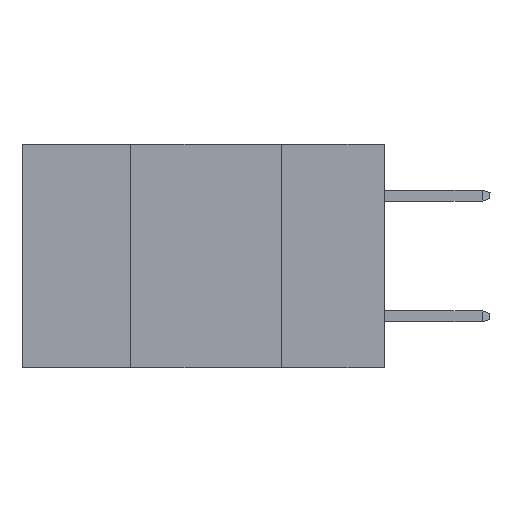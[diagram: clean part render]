
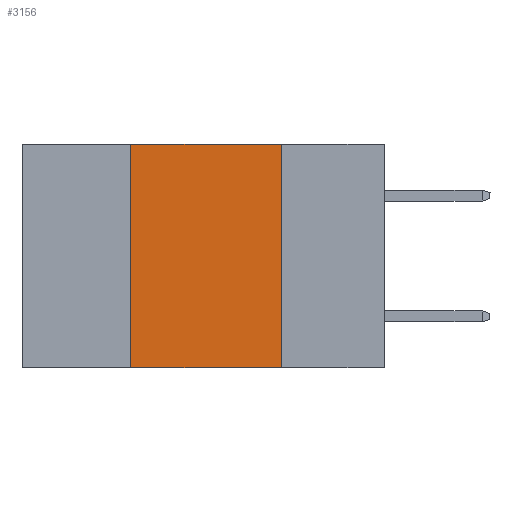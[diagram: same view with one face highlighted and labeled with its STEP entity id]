
A CAD part, left-side view. The second image highlights one B-rep face of the part: STEP entity #3156.
In plain terms, the highlighted planar face has unit normal (-1, 0, 0).
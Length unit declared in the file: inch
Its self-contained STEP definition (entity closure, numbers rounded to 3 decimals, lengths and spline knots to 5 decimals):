
#612 = LINE ( 'NONE', #1801, #17834 ) ;
#841 = CARTESIAN_POINT ( 'NONE',  ( 0., 0.17, 0. ) ) ;
#1786 = ORIENTED_EDGE ( 'NONE', *, *, #1869, .F. ) ;
#1801 = CARTESIAN_POINT ( 'NONE',  ( 0., 0.6, -0.37 ) ) ;
#1869 = EDGE_CURVE ( 'NONE', #9190, #10103, #16064, .T. ) ;
#2173 = DIRECTION ( 'NONE',  ( 0., 0., 1. ) ) ;
#2986 = VERTEX_POINT ( 'NONE', #5201 ) ;
#3156 = ADVANCED_FACE ( 'NONE', ( #12720 ), #16818, .F. ) ;
#3291 = EDGE_CURVE ( 'NONE', #18488, #9190, #7171, .T. ) ;
#3712 = CARTESIAN_POINT ( 'NONE',  ( 0., 0.42, 0. ) ) ;
#4420 = VECTOR ( 'NONE', #2173, 39.37008 ) ;
#4563 = DIRECTION ( 'NONE',  ( 0., -1., 0. ) ) ;
#5201 = CARTESIAN_POINT ( 'NONE',  ( 0., 0.17, -0.37 ) ) ;
#5332 = CARTESIAN_POINT ( 'NONE',  ( 0., 0.6, 0. ) ) ;
#5484 = CARTESIAN_POINT ( 'NONE',  ( 0., 0.42, 0. ) ) ;
#6218 = VECTOR ( 'NONE', #7676, 39.37008 ) ;
#6310 = DIRECTION ( 'NONE',  ( 0., 0., -1. ) ) ;
#6672 = ORIENTED_EDGE ( 'NONE', *, *, #15454, .F. ) ;
#7171 = LINE ( 'NONE', #3712, #4420 ) ;
#7676 = DIRECTION ( 'NONE',  ( 0., 0., -1. ) ) ;
#7795 = ORIENTED_EDGE ( 'NONE', *, *, #15849, .T. ) ;
#7909 = ORIENTED_EDGE ( 'NONE', *, *, #3291, .F. ) ;
#9190 = VERTEX_POINT ( 'NONE', #5484 ) ;
#9230 = CARTESIAN_POINT ( 'NONE',  ( 0., 0.17, 0. ) ) ;
#10103 = VERTEX_POINT ( 'NONE', #841 ) ;
#10695 = DIRECTION ( 'NONE',  ( 0., -1., 0. ) ) ;
#11511 = LINE ( 'NONE', #9230, #6218 ) ;
#12720 = FACE_OUTER_BOUND ( 'NONE', #13800, .T. ) ;
#13800 = EDGE_LOOP ( 'NONE', ( #6672, #1786, #7909, #7795 ) ) ;
#13813 = CARTESIAN_POINT ( 'NONE',  ( 0., 0.6, 0. ) ) ;
#13945 = DIRECTION ( 'NONE',  ( 1., 0., 0. ) ) ;
#14226 = CARTESIAN_POINT ( 'NONE',  ( 0., 0.42, -0.37 ) ) ;
#14678 = VECTOR ( 'NONE', #4563, 39.37008 ) ;
#15454 = EDGE_CURVE ( 'NONE', #10103, #2986, #11511, .T. ) ;
#15849 = EDGE_CURVE ( 'NONE', #18488, #2986, #612, .T. ) ;
#16064 = LINE ( 'NONE', #5332, #14678 ) ;
#16818 = PLANE ( 'NONE',  #18996 ) ;
#17834 = VECTOR ( 'NONE', #10695, 39.37008 ) ;
#18488 = VERTEX_POINT ( 'NONE', #14226 ) ;
#18996 = AXIS2_PLACEMENT_3D ( 'NONE', #13813, #13945, #6310 ) ;
